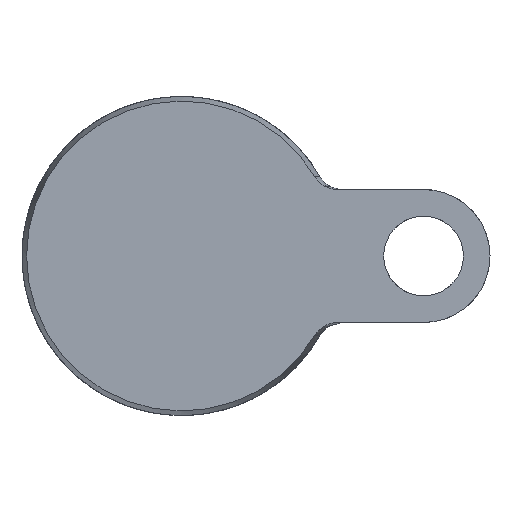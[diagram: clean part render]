
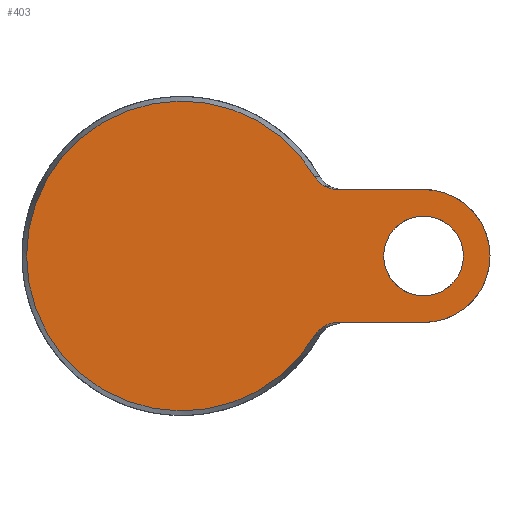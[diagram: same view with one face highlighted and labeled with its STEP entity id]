
A CAD part, front view. The second image highlights one B-rep face of the part: STEP entity #403.
In plain terms, the highlighted planar face has unit normal (0, -1, 0).
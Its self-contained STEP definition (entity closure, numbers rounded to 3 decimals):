
#21 = VERTEX_POINT ( 'NONE', #752 ) ;
#22 = CARTESIAN_POINT ( 'NONE',  ( 45.5, 0., 7.5 ) ) ;
#31 = CARTESIAN_POINT ( 'NONE',  ( -29.143, 0., 0. ) ) ;
#52 = LINE ( 'NONE', #481, #370 ) ;
#87 = CARTESIAN_POINT ( 'NONE',  ( 29.374, 0., 12.5 ) ) ;
#104 = CIRCLE ( 'NONE', #737, 12.5 ) ;
#112 = B_SPLINE_CURVE_WITH_KNOTS ( 'NONE', 3,
 ( #355, #957, #263, #604, #952, #182, #524, #179, #517, #867, #306, #207, #385 ),
 .UNSPECIFIED., .F., .F.,
 ( 4, 2, 2, 1, 2, 2, 4 ),
 ( 0., 0.001, 0.002, 0.003, 0.003, 0.004, 0.005 ),
 .UNSPECIFIED. ) ;
#147 = DIRECTION ( 'NONE',  ( 0., 0., 1. ) ) ;
#176 = CARTESIAN_POINT ( 'NONE',  ( 25.507, 0., 14.24 ) ) ;
#179 = CARTESIAN_POINT ( 'NONE',  ( 27.255, 0., -12.953 ) ) ;
#182 = CARTESIAN_POINT ( 'NONE',  ( 26.497, 0., -13.379 ) ) ;
#185 = CARTESIAN_POINT ( 'NONE',  ( 27.253, 0., 12.954 ) ) ;
#190 = DIRECTION ( 'NONE',  ( 0., 0., -1. ) ) ;
#192 = CIRCLE ( 'NONE', #753, 7.5 ) ;
#207 = CARTESIAN_POINT ( 'NONE',  ( 28.933, 0., -12.5 ) ) ;
#222 = EDGE_CURVE ( 'NONE', #710, #710, #192, .T. ) ;
#224 = CARTESIAN_POINT ( 'NONE',  ( 25.011, 0., -14.959 ) ) ;
#255 = CARTESIAN_POINT ( 'NONE',  ( 25.976, 0., 13.785 ) ) ;
#263 = CARTESIAN_POINT ( 'NONE',  ( 25.508, 0., -14.24 ) ) ;
#272 = CARTESIAN_POINT ( 'NONE',  ( 27.869, 0., 12.721 ) ) ;
#275 = EDGE_CURVE ( 'NONE', #906, #759, #112, .T. ) ;
#277 = DIRECTION ( 'NONE',  ( 0., 1., 0. ) ) ;
#282 = LINE ( 'NONE', #635, #446 ) ;
#283 = CARTESIAN_POINT ( 'NONE',  ( 45.5, 0., 12.5 ) ) ;
#293 = DIRECTION ( 'NONE',  ( -1., 0., 0. ) ) ;
#299 = ORIENTED_EDGE ( 'NONE', *, *, #222, .T. ) ;
#306 = CARTESIAN_POINT ( 'NONE',  ( 28.503, 0., -12.556 ) ) ;
#307 = VERTEX_POINT ( 'NONE', #283 ) ;
#346 = CARTESIAN_POINT ( 'NONE',  ( 0., 0., 0. ) ) ;
#355 = CARTESIAN_POINT ( 'NONE',  ( 25.011, 0., -14.959 ) ) ;
#357 = CARTESIAN_POINT ( 'NONE',  ( 26.495, 0., 13.38 ) ) ;
#370 = VECTOR ( 'NONE', #830, 1000. ) ;
#380 = ORIENTED_EDGE ( 'NONE', *, *, #1065, .F. ) ;
#385 = CARTESIAN_POINT ( 'NONE',  ( 29.374, 0., -12.5 ) ) ;
#403 = ADVANCED_FACE ( 'NONE', ( #636, #894 ), #809, .F. ) ;
#424 = CARTESIAN_POINT ( 'NONE',  ( 28.933, 0., 12.5 ) ) ;
#441 = CARTESIAN_POINT ( 'NONE',  ( 25.011, 0., 14.959 ) ) ;
#446 = VECTOR ( 'NONE', #293, 1000. ) ;
#449 = CARTESIAN_POINT ( 'NONE',  ( 29.374, 0., -12.5 ) ) ;
#481 = CARTESIAN_POINT ( 'NONE',  ( 15., 0., 12.5 ) ) ;
#502 = ORIENTED_EDGE ( 'NONE', *, *, #790, .F. ) ;
#513 = CARTESIAN_POINT ( 'NONE',  ( 45.5, 0., 0. ) ) ;
#515 = AXIS2_PLACEMENT_3D ( 'NONE', #346, #1113, #190 ) ;
#517 = CARTESIAN_POINT ( 'NONE',  ( 27.662, 0., -12.789 ) ) ;
#520 = ORIENTED_EDGE ( 'NONE', *, *, #1025, .T. ) ;
#524 = CARTESIAN_POINT ( 'NONE',  ( 26.862, 0., -13.142 ) ) ;
#601 = EDGE_LOOP ( 'NONE', ( #625, #520, #959, #943, #502, #380 ) ) ;
#602 = CARTESIAN_POINT ( 'NONE',  ( 27.659, 0., 12.79 ) ) ;
#604 = CARTESIAN_POINT ( 'NONE',  ( 25.977, 0., -13.784 ) ) ;
#607 = CARTESIAN_POINT ( 'NONE',  ( 28.502, 0., 12.556 ) ) ;
#614 = EDGE_CURVE ( 'NONE', #21, #906, #985, .T. ) ;
#615 = CARTESIAN_POINT ( 'NONE',  ( 25.237, 0., 14.58 ) ) ;
#625 = ORIENTED_EDGE ( 'NONE', *, *, #873, .F. ) ;
#635 = CARTESIAN_POINT ( 'NONE',  ( 15., 0., -12.5 ) ) ;
#636 = FACE_OUTER_BOUND ( 'NONE', #601, .T. ) ;
#684 = VERTEX_POINT ( 'NONE', #951 ) ;
#704 = CARTESIAN_POINT ( 'NONE',  ( 29.374, 0., 12.5 ) ) ;
#710 = VERTEX_POINT ( 'NONE', #22 ) ;
#732 = AXIS2_PLACEMENT_3D ( 'NONE', #31, #938, #147 ) ;
#737 = AXIS2_PLACEMENT_3D ( 'NONE', #513, #277, #865 ) ;
#752 = CARTESIAN_POINT ( 'NONE',  ( 25.011, 0., 14.959 ) ) ;
#753 = AXIS2_PLACEMENT_3D ( 'NONE', #1048, #787, #1051 ) ;
#759 = VERTEX_POINT ( 'NONE', #449 ) ;
#772 = CARTESIAN_POINT ( 'NONE',  ( 26.678, 0., 13.261 ) ) ;
#787 = DIRECTION ( 'NONE',  ( 0., 1., 0. ) ) ;
#790 = EDGE_CURVE ( 'NONE', #684, #759, #282, .T. ) ;
#809 = PLANE ( 'NONE',  #732 ) ;
#830 = DIRECTION ( 'NONE',  ( 1., 0., 0. ) ) ;
#865 = DIRECTION ( 'NONE',  ( 0., 0., -1. ) ) ;
#867 = CARTESIAN_POINT ( 'NONE',  ( 27.871, 0., -12.72 ) ) ;
#873 = EDGE_CURVE ( 'NONE', #1083, #307, #52, .T. ) ;
#894 = FACE_BOUND ( 'NONE', #912, .T. ) ;
#906 = VERTEX_POINT ( 'NONE', #224 ) ;
#912 = EDGE_LOOP ( 'NONE', ( #299 ) ) ;
#938 = DIRECTION ( 'NONE',  ( 0., 1., 0. ) ) ;
#943 = ORIENTED_EDGE ( 'NONE', *, *, #275, .T. ) ;
#951 = CARTESIAN_POINT ( 'NONE',  ( 45.5, 0., -12.5 ) ) ;
#952 = CARTESIAN_POINT ( 'NONE',  ( 26.146, 0., -13.64 ) ) ;
#957 = CARTESIAN_POINT ( 'NONE',  ( 25.237, 0., -14.58 ) ) ;
#959 = ORIENTED_EDGE ( 'NONE', *, *, #614, .T. ) ;
#985 = CIRCLE ( 'NONE', #515, 29.143 ) ;
#1025 = EDGE_CURVE ( 'NONE', #1083, #21, #1060, .T. ) ;
#1030 = CARTESIAN_POINT ( 'NONE',  ( 26.144, 0., 13.642 ) ) ;
#1048 = CARTESIAN_POINT ( 'NONE',  ( 45.5, 0., 0. ) ) ;
#1049 = CARTESIAN_POINT ( 'NONE',  ( 27.057, 0., 13.048 ) ) ;
#1051 = DIRECTION ( 'NONE',  ( 0., 0., 1. ) ) ;
#1060 = B_SPLINE_CURVE_WITH_KNOTS ( 'NONE', 3,
 ( #704, #424, #607, #272, #602, #185, #1049, #772, #357, #1030, #255, #176, #615, #441 ),
 .UNSPECIFIED., .F., .F.,
 ( 4, 2, 2, 2, 2, 2, 4 ),
 ( 0., 0.001, 0.002, 0.003, 0.003, 0.004, 0.005 ),
 .UNSPECIFIED. ) ;
#1065 = EDGE_CURVE ( 'NONE', #307, #684, #104, .T. ) ;
#1083 = VERTEX_POINT ( 'NONE', #87 ) ;
#1113 = DIRECTION ( 'NONE',  ( 0., -1., 0. ) ) ;
